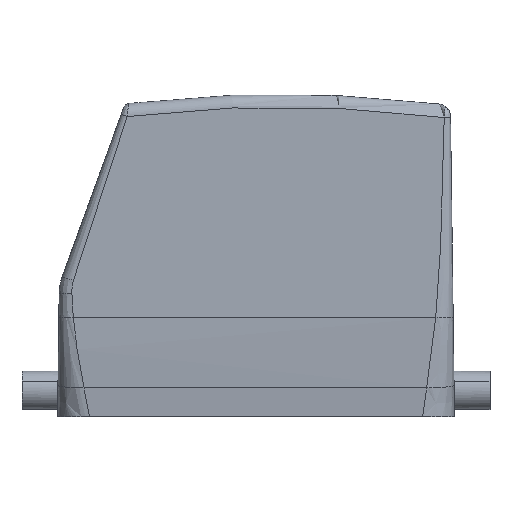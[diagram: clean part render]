
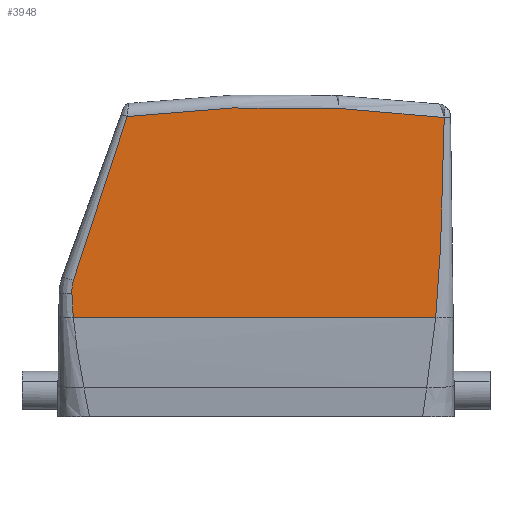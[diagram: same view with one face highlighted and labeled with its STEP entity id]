
A CAD part, left-side view. The second image highlights one B-rep face of the part: STEP entity #3948.
In plain terms, the highlighted planar face has unit normal (-1, 0, 0).
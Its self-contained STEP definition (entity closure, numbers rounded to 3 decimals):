
#3901=AXIS2_PLACEMENT_3D('Plane Axis2P3D',#3898,#3899,#3900) ;
#3905=AXIS2_PLACEMENT_3D('Circle Axis2P3D',#3903,#3904,$) ;
#2206=CARTESIAN_POINT('Vertex',(0.,12.761,23.338)) ;
#2229=CARTESIAN_POINT('Line Origine',(0.,54.769,23.338)) ;
#2233=CARTESIAN_POINT('Vertex',(0.,97.941,23.338)) ;
#2636=CARTESIAN_POINT('Control Point',(0.,98.271,28.961)) ;
#2637=CARTESIAN_POINT('Control Point',(0.,98.222,27.839)) ;
#2638=CARTESIAN_POINT('Control Point',(0.,98.171,26.714)) ;
#2639=CARTESIAN_POINT('Control Point',(0.,98.109,25.589)) ;
#2640=CARTESIAN_POINT('Control Point',(0.,98.033,24.463)) ;
#2641=CARTESIAN_POINT('Control Point',(0.,97.941,23.338)) ;
#2642=CARTESIAN_POINT('Vertex',(0.,98.271,28.961)) ;
#3407=CARTESIAN_POINT('Vertex',(0.,10.764,70.328)) ;
#3751=CARTESIAN_POINT('Control Point',(0.,10.764,70.328)) ;
#3752=CARTESIAN_POINT('Control Point',(0.,10.765,70.261)) ;
#3753=CARTESIAN_POINT('Control Point',(0.,10.767,70.195)) ;
#3754=CARTESIAN_POINT('Control Point',(0.,10.768,70.127)) ;
#3755=CARTESIAN_POINT('Control Point',(0.,10.771,69.922)) ;
#3756=CARTESIAN_POINT('Control Point',(0.,10.775,69.701)) ;
#3757=CARTESIAN_POINT('Control Point',(0.,10.777,69.597)) ;
#3758=CARTESIAN_POINT('Control Point',(0.,10.78,69.372)) ;
#3759=CARTESIAN_POINT('Control Point',(0.,10.784,69.147)) ;
#3760=CARTESIAN_POINT('Control Point',(0.,10.787,68.989)) ;
#3761=CARTESIAN_POINT('Control Point',(0.,10.792,68.674)) ;
#3762=CARTESIAN_POINT('Control Point',(0.,10.798,68.359)) ;
#3763=CARTESIAN_POINT('Control Point',(0.,10.801,68.201)) ;
#3764=CARTESIAN_POINT('Control Point',(0.,10.812,67.57)) ;
#3765=CARTESIAN_POINT('Control Point',(0.,10.823,66.938)) ;
#3766=CARTESIAN_POINT('Control Point',(0.,10.832,66.464)) ;
#3767=CARTESIAN_POINT('Control Point',(0.,10.85,65.517)) ;
#3768=CARTESIAN_POINT('Control Point',(0.,10.869,64.569)) ;
#3769=CARTESIAN_POINT('Control Point',(0.,10.878,64.095)) ;
#3770=CARTESIAN_POINT('Control Point',(0.,10.908,62.674)) ;
#3771=CARTESIAN_POINT('Control Point',(0.,10.939,61.253)) ;
#3772=CARTESIAN_POINT('Control Point',(0.,10.961,60.306)) ;
#3773=CARTESIAN_POINT('Control Point',(0.,11.041,57.015)) ;
#3774=CARTESIAN_POINT('Control Point',(0.,11.132,53.726)) ;
#3775=CARTESIAN_POINT('Control Point',(0.,11.203,51.384)) ;
#3776=CARTESIAN_POINT('Control Point',(0.,11.342,47.065)) ;
#3777=CARTESIAN_POINT('Control Point',(0.,11.503,42.748)) ;
#3778=CARTESIAN_POINT('Control Point',(0.,11.581,40.772)) ;
#3779=CARTESIAN_POINT('Control Point',(0.,11.711,37.803)) ;
#3780=CARTESIAN_POINT('Control Point',(0.,11.865,34.835)) ;
#3781=CARTESIAN_POINT('Control Point',(0.,11.919,33.862)) ;
#3782=CARTESIAN_POINT('Control Point',(0.,12.08,31.16)) ;
#3783=CARTESIAN_POINT('Control Point',(0.,12.279,28.46)) ;
#3784=CARTESIAN_POINT('Control Point',(0.,12.423,26.752)) ;
#3785=CARTESIAN_POINT('Control Point',(0.,12.584,25.045)) ;
#3786=CARTESIAN_POINT('Control Point',(0.,12.761,23.338)) ;
#3898=CARTESIAN_POINT('Axis2P3D Location',(0.,-11.059,-37.643)) ;
#3903=CARTESIAN_POINT('Axis2P3D Location',(0.,49.,-224.2)) ;
#3907=CARTESIAN_POINT('Vertex',(0.,85.27,70.577)) ;
#3911=CARTESIAN_POINT('Control Point',(0.,85.27,70.577)) ;
#3912=CARTESIAN_POINT('Control Point',(0.,85.402,70.193)) ;
#3913=CARTESIAN_POINT('Control Point',(0.,85.534,69.808)) ;
#3914=CARTESIAN_POINT('Control Point',(0.,85.55,69.763)) ;
#3915=CARTESIAN_POINT('Control Point',(0.,85.79,69.061)) ;
#3916=CARTESIAN_POINT('Control Point',(0.,86.031,68.359)) ;
#3917=CARTESIAN_POINT('Control Point',(0.,86.139,68.042)) ;
#3918=CARTESIAN_POINT('Control Point',(0.,87.781,63.242)) ;
#3919=CARTESIAN_POINT('Control Point',(0.,89.404,58.435)) ;
#3920=CARTESIAN_POINT('Control Point',(0.,90.884,53.955)) ;
#3921=CARTESIAN_POINT('Control Point',(0.,92.604,48.693)) ;
#3922=CARTESIAN_POINT('Control Point',(0.,94.303,43.422)) ;
#3923=CARTESIAN_POINT('Control Point',(0.,94.568,42.599)) ;
#3924=CARTESIAN_POINT('Control Point',(0.,95.396,40.019)) ;
#3925=CARTESIAN_POINT('Control Point',(0.,96.218,37.438)) ;
#3926=CARTESIAN_POINT('Control Point',(0.,96.789,35.635)) ;
#3927=CARTESIAN_POINT('Control Point',(0.,97.36,33.815)) ;
#3928=CARTESIAN_POINT('Control Point',(0.,97.925,31.992)) ;
#3929=CARTESIAN_POINT('Vertex',(0.,97.925,31.992)) ;
#3933=CARTESIAN_POINT('Control Point',(0.,97.925,31.992)) ;
#3934=CARTESIAN_POINT('Control Point',(0.,98.098,31.403)) ;
#3935=CARTESIAN_POINT('Control Point',(0.,98.221,30.799)) ;
#3936=CARTESIAN_POINT('Control Point',(0.,98.292,30.186)) ;
#3937=CARTESIAN_POINT('Control Point',(0.,98.308,29.571)) ;
#3938=CARTESIAN_POINT('Control Point',(0.,98.271,28.961)) ;
#2230=DIRECTION('Vector Direction',(0.,-1.,0.)) ;
#3899=DIRECTION('Axis2P3D Direction',(-1.,0.,0.)) ;
#3900=DIRECTION('Axis2P3D XDirection',(0.,-0.317,0.949)) ;
#3904=DIRECTION('Axis2P3D Direction',(-1.,0.,0.)) ;
#2231=VECTOR('Line Direction',#2230,1.) ;
#3941=ORIENTED_EDGE('',*,*,#3909,.T.) ;
#3942=ORIENTED_EDGE('',*,*,#3931,.F.) ;
#3943=ORIENTED_EDGE('',*,*,#3939,.F.) ;
#3944=ORIENTED_EDGE('',*,*,#2644,.F.) ;
#3945=ORIENTED_EDGE('',*,*,#2235,.T.) ;
#3946=ORIENTED_EDGE('',*,*,#3787,.T.) ;
#3948=ADVANCED_FACE('Hood',(#3947),#3902,.T.) ;
#2635=B_SPLINE_CURVE_WITH_KNOTS('',5,(#2636,#2637,#2638,#2639,#2640,#2641),.UNSPECIFIED.,.F.,.U.,(6,6),(81.523,87.149),.UNSPECIFIED.) ;
#3750=B_SPLINE_CURVE_WITH_KNOTS('',5,(#3751,#3752,#3753,#3754,#3755,#3756,#3757,#3758,#3759,#3760,#3761,#3762,#3763,#3764,#3765,#3766,#3767,#3768,#3769,#3770,#3771,#3772,#3773,#3774,#3775,#3776,#3777,#3778,#3779,#3780,#3781,#3782,#3783,#3784,#3785,#3786),.UNSPECIFIED.,.F.,.U.,(6,3,3,3,3,3,3,3,3,3,3,6),(8.249,8.589,8.929,9.717,10.506,12.88,15.254,20.001,31.754,41.679,46.667,55.257),.UNSPECIFIED.) ;
#3910=B_SPLINE_CURVE_WITH_KNOTS('',5,(#3911,#3912,#3913,#3914,#3915,#3916,#3917,#3918,#3919,#3920,#3921,#3922,#3923,#3924,#3925,#3926,#3927,#3928),.UNSPECIFIED.,.F.,.U.,(6,3,3,3,3,6),(0.,2.876,5.244,38.724,44.38,57.867),.UNSPECIFIED.) ;
#3932=B_SPLINE_CURVE_WITH_KNOTS('',5,(#3933,#3934,#3935,#3936,#3937,#3938),.UNSPECIFIED.,.F.,.U.,(6,6),(0.,4.343),.UNSPECIFIED.) ;
#3906=CIRCLE('generated circle',#3905,297.) ;
#2235=EDGE_CURVE('',#2234,#2207,#2232,.T.) ;
#2644=EDGE_CURVE('',#2234,#2643,#2635,.F.) ;
#3787=EDGE_CURVE('',#2207,#3408,#3750,.F.) ;
#3909=EDGE_CURVE('',#3408,#3908,#3906,.T.) ;
#3931=EDGE_CURVE('',#3930,#3908,#3910,.F.) ;
#3939=EDGE_CURVE('',#2643,#3930,#3932,.F.) ;
#3940=EDGE_LOOP('',(#3941,#3942,#3943,#3944,#3945,#3946)) ;
#3947=FACE_OUTER_BOUND('',#3940,.T.) ;
#2232=LINE('Line',#2229,#2231) ;
#3902=PLANE('',#3901) ;
#2207=VERTEX_POINT('',#2206) ;
#2234=VERTEX_POINT('',#2233) ;
#2643=VERTEX_POINT('',#2642) ;
#3408=VERTEX_POINT('',#3407) ;
#3908=VERTEX_POINT('',#3907) ;
#3930=VERTEX_POINT('',#3929) ;
